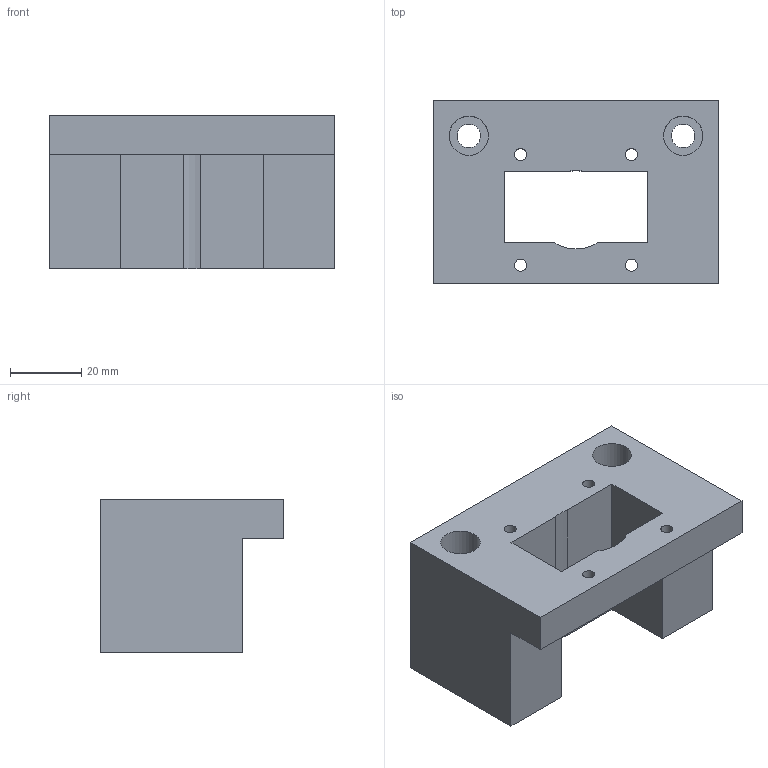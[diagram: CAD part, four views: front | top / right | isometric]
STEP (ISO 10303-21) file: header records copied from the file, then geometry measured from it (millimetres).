
FILE_DESCRIPTION(('FreeCAD Model'),'2;1');
FILE_NAME('Open CASCADE Shape Model','2025-12-01T19:57:31',(''),(''), 'Open CASCADE STEP processor 7.9','FreeCAD','Unknown');
FILE_SCHEMA(('AUTOMOTIVE_DESIGN { 1 0 10303 214 1 1 1 1 }'));
Length unit declared in the file: millimetre
Products named in the file (1): ZmotorHolder
Bounding box: 80 x 51.5 x 43 mm (x, y, z)
Volume: 104831.9 mm3; surface area: 23552.1 mm2
Topology: 1 solids, 1 shells, 31 faces, 76 edges, 50 vertices
Faces by surface type: plane 19, cylinder 12
Full cylindrical faces by diameter (mm): 3.4 x4, 6 x2, 6.6 x2, 11 x2
Entity records: 966 total; most frequent: DIRECTION 162, CARTESIAN_POINT 160, ORIENTED_EDGE 152, EDGE_CURVE 76, AXIS2_PLACEMENT_3D 56, VERTEX_POINT 50, LINE 50, VECTOR 50
